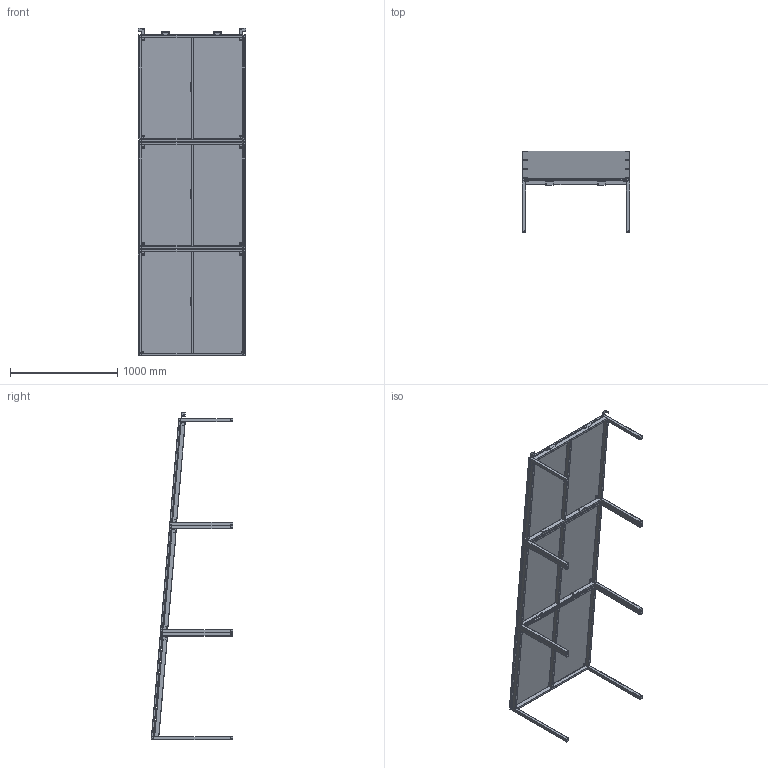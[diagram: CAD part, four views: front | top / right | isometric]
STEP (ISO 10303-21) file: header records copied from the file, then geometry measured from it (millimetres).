
FILE_DESCRIPTION (( 'STEP AP203' ), '1' );
FILE_NAME ('T77910.STEP', '2018-09-12T13:58:58', ( '' ), ( '' ), 'SwSTEP 2.0', 'SolidWorks 2016', '' );
FILE_SCHEMA (( 'CONFIG_CONTROL_DESIGN' ));
Length unit declared in the file: millimetre
Products named in the file (21): T77600_DATA; T77500_DATA; T76600; TH695; TH2902; TH2900; T77650; S3335; 40 X 20 X 1.5 X 954 S275MS; 30 X 30 X 1.5 ERW X 743LG; TH2901; T77910; TH109; 30 X 30 X 1.5 ERW X 660LG; 30 X 30 X 1.5 ERW X 577LG; 40 X 20 X 1.5 X 940 S275MS_Z050000028; S3336; TH2899; T77700; TH110; 30 X 30 X 1.5 ERW X 494LG
Assembly tree (81 placements, depth 3):
  T77910
    TH2901
      30 X 30 X 1.5 ERW X 660LG  x2
      30 X 30 X 1.5 ERW X 743LG  x2
      TH2902  x2
      40 X 20 X 1.5 X 940 S275MS_Z050000028  x2
      40 X 20 X 1.5 X 954 S275MS
    TH2900
      30 X 30 X 1.5 ERW X 577LG  x2
      30 X 30 X 1.5 ERW X 660LG  x2
      TH2902  x2
      40 X 20 X 1.5 X 940 S275MS_Z050000028  x2
      40 X 20 X 1.5 X 954 S275MS
    TH2899
      30 X 30 X 1.5 ERW X 494LG  x2
      30 X 30 X 1.5 ERW X 577LG  x2
      TH2902  x2
      40 X 20 X 1.5 X 940 S275MS_Z050000028  x2
      40 X 20 X 1.5 X 954 S275MS
    T77700  x24
    T77500_DATA  x6
      TH109
      S3335
    T77600_DATA  x6
      TH110
      S3335
    T77650  x3
      TH695
      S3336
    T76600  x3
Bounding box: 1002 x 760.01 x 3060.67 mm (x, y, z)
Volume: 57697261.8 mm3; surface area: 11411511.2 mm2
Topology: 99 solids, 99 shells, 3558 faces, 8445 edges, 5445 vertices
Faces by surface type: plane 2292, cylinder 876, cone 234, torus 96, sphere 60
Entity records: 15263 total; most frequent: CARTESIAN_POINT 2065, DIRECTION 2060, ORIENTED_EDGE 1830, EDGE_CURVE 915, AXIS2_PLACEMENT_3D 706, VECTOR 648, LINE 648, VERTEX_POINT 575
